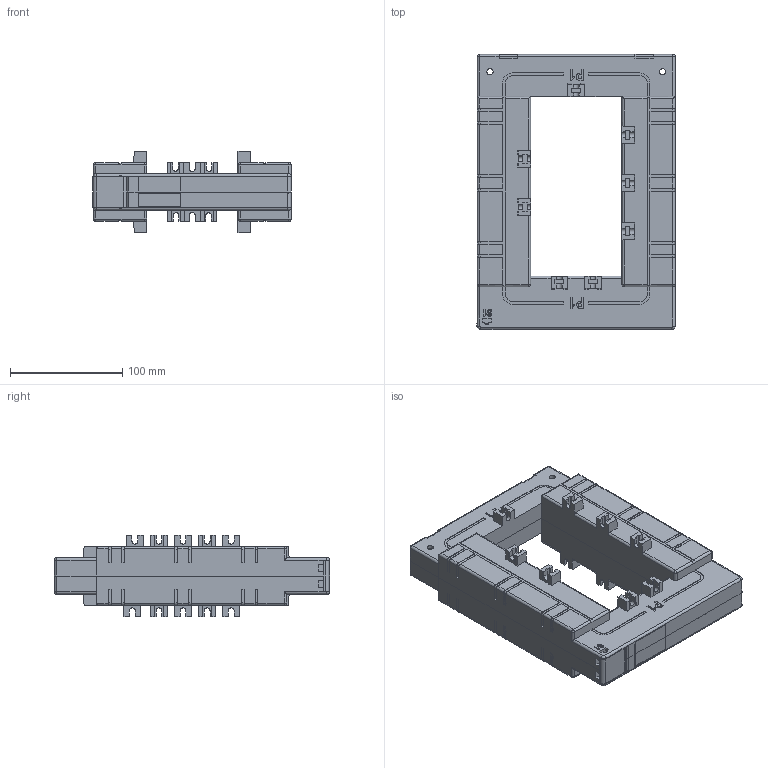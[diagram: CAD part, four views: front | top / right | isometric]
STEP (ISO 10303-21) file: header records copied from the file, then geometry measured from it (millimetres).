
FILE_DESCRIPTION(/* description */ ('STEP AP214'),/* implementation_level */ '2;1');
FILE_NAME(/* name */ 'AcuCT 3163 (SCTK731F816)_customer version.step',/* time_stamp */ '2025-06-06T16:39:19-04:00',/* author */ (''),/* organization */ (''),/* preprocessor_version */ 'ST-DEVELOPER v20.1',/* originating_system */ 'Autodesk Translation Framework v14.10.0.0',/* authorisation */ '');
FILE_SCHEMA (('AUTOMOTIVE_DESIGN { 1 0 10303 214 3 1 1 }'));
Length unit declared in the file: millimetre
Products named in the file (7): AcuCT-3136; 731F-816-20240807(2)^731F-816-20240807; 731-816____2^731F-816-20240807(2)_731F-816-20240807; 731-816____1^731F-816-20240807(2)_731F-816-20240807; 731-816____1-0^731F-816-20240807(2)_731F-816-20240807; 731-816____2-1^731F-816-20240807(2)_731F-816-20240807; 731-______^731F-816-20240807(2)_731F-816-20240807
Assembly tree (6 placements, depth 3):
  AcuCT-3136
    731F-816-20240807(2)^731F-816-20240807
      731-816____2^731F-816-20240807(2)_731F-816-20240807
      731-816____1^731F-816-20240807(2)_731F-816-20240807
      731-816____1-0^731F-816-20240807(2)_731F-816-20240807
      731-816____2-1^731F-816-20240807(2)_731F-816-20240807
      731-______^731F-816-20240807(2)_731F-816-20240807
Bounding box: 177.1 x 245.5 x 72.4 mm (x, y, z)
Volume: 1256675.2 mm3; surface area: 222774.3 mm2
Topology: 5 solids, 6 shells, 1390 faces, 3846 edges, 2508 vertices
Faces by surface type: plane 1088, cylinder 225, bspline 61, sphere 12, cone 4
Full cylindrical faces by diameter (mm): 3.5 x2, 3.6 x2, 4.2 x2, 4.5 x2, 5.5 x8, 6 x2, 6.5 x2, 7 x4, 8 x2
Entity records: 47653 total; most frequent: CARTESIAN_POINT 11983, ORIENTED_EDGE 7666, DIRECTION 6887, EDGE_CURVE 3833, LINE 3231, VECTOR 3231, VERTEX_POINT 2508, AXIS2_PLACEMENT_3D 1828
